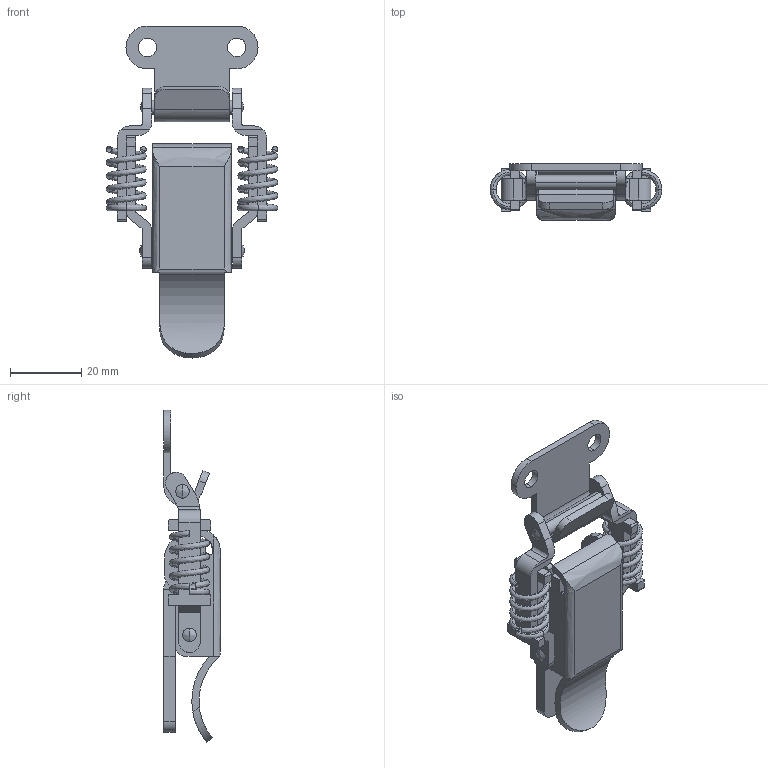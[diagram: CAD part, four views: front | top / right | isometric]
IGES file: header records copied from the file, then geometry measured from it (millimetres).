
Start section: ------------------------------------------------------------------------
Global section: file name: PC007.51580.TL_207_1_12429.igs; native system: spGate; preprocessor: ver19.8.4 (****-****-****-****); author: Unknown; organization: Unknown; date: 250613.094558; units: millimetre
Bounding box: 48 x 15.8 x 92.97 mm (x, y, z)
Volume: 12985.6 mm3; surface area: 14593.5 mm2
Topology: 9 solids, 9 shells, 232 faces, 620 edges, 406 vertices
Faces by surface type: bspline 232
